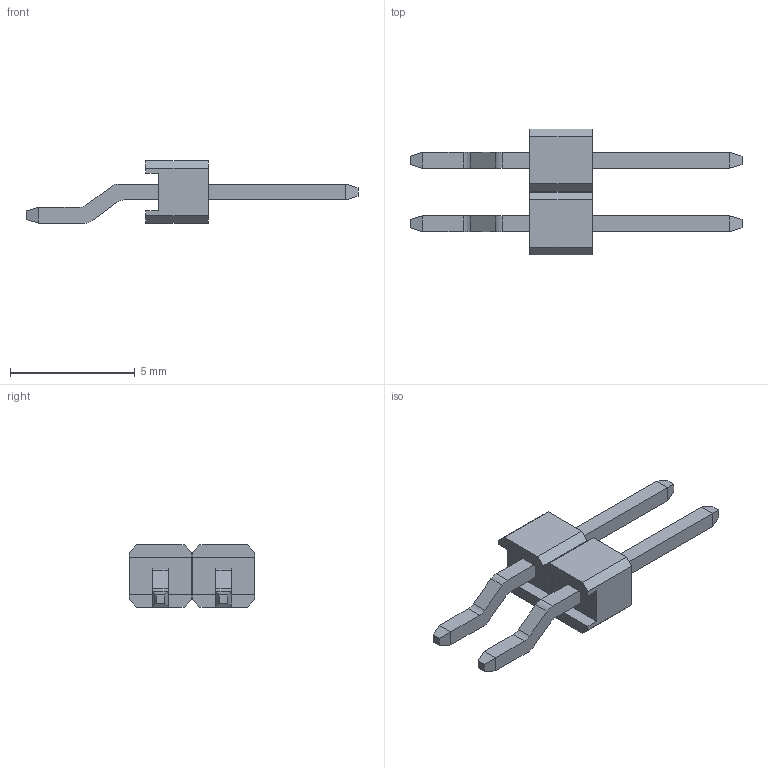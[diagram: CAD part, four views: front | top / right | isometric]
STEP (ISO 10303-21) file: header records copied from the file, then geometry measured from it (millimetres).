
FILE_DESCRIPTION(('FreeCAD Model'),'2;1');
FILE_NAME('HDR-SMT-Horz-100mil-01x02.step','2021-03-28T17:41:59',('kicad StepUp'),( 'ksu MCAD'),'Open CASCADE STEP processor 7.3','FreeCAD','Unknown');
FILE_SCHEMA(('AUTOMOTIVE_DESIGN { 1 0 10303 214 1 1 1 1 }'));
Length unit declared in the file: millimetre
Products named in the file (1): HDR-SMT-Horz-100mil-01x02
Bounding box: 13.3 x 5.04 x 2.5 mm (x, y, z)
Volume: 37.4 mm3; surface area: 141.8 mm2
Topology: 4 solids, 4 shells, 72 faces, 176 edges, 112 vertices
Faces by surface type: plane 64, cylinder 8
Entity records: 2579 total; most frequent: CARTESIAN_POINT 361, ORIENTED_EDGE 352, DIRECTION 338, EDGE_CURVE 176, LINE 160, VECTOR 160, VERTEX_POINT 112, AXIS2_PLACEMENT_3D 89
